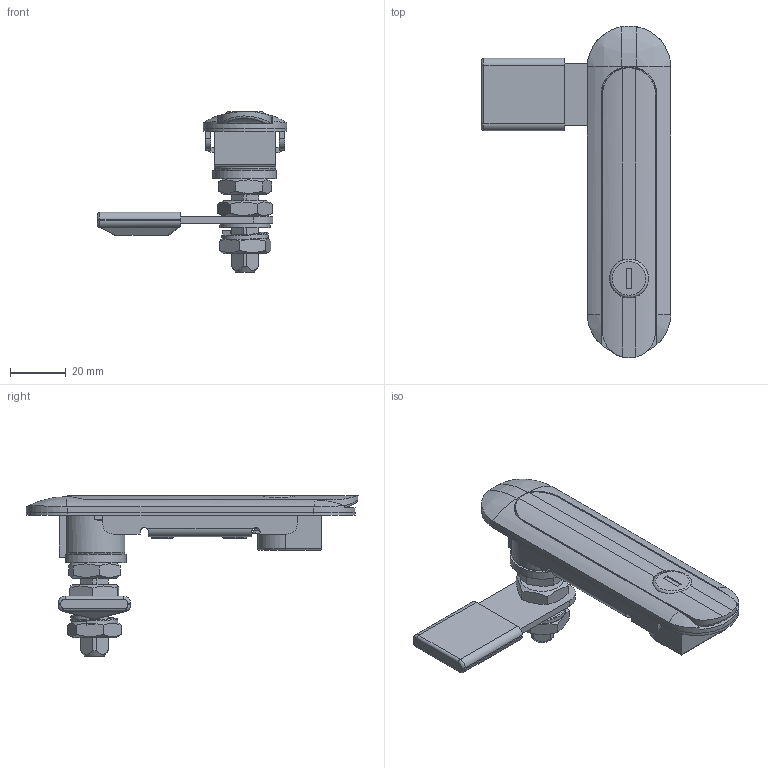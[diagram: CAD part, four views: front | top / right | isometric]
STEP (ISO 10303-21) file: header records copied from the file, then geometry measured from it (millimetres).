
FILE_DESCRIPTION(/* description */ (''),/* implementation_level */ '2;1');
FILE_NAME(/* name */ 'DR_AF3283-2.stp',/* time_stamp */ '2023-09-18T14:12:42+09:00',/* author */ ('user'),/* organization */ (''),/* preprocessor_version */ 'ST-DEVELOPER v15.6',/* originating_system */ 'Autodesk Inventor 2015',/* authorisation */ '');
FILE_SCHEMA (('AUTOMOTIVE_DESIGN { 1 0 10303 214 3 1 1 }'));
Length unit declared in the file: millimetre
Products named in the file (12): DR_AF3283-2_1; DR_AF3283-2_H; DR_AF3283-2-B; DR_AF3283-1-Braket; DR_AF3283-2-G; DR_AF3283-2-HB; DR_AF3283-2-NUT; DR_AF3283-2-WH; DR_AF3283-2-WH2; DR_m6-sc; DR_AF3283-2-P; DR_AF3283-2
Bounding box: 68 x 119 x 57.5 mm (x, y, z)
Volume: 45436.8 mm3; surface area: 41158.9 mm2
Topology: 16 solids, 16 shells, 614 faces, 1491 edges, 930 vertices
Faces by surface type: plane 258, cylinder 180, bspline 80, torus 35, cone 31, sphere 30
Full cylindrical faces by diameter (mm): 3 x2, 4.134 x2, 5 x2, 5.9 x1, 6 x2, 8.7 x3, 10.5 x3, 10.8 x1, 11 x1, 11.6 x1, 14 x2, 14.3 x1, 16 x1, 16.8 x1, 17 x1, 18 x1, 18.25 x1, 19.3 x1, 20 x1
Entity records: 16466 total; most frequent: CARTESIAN_POINT 4724, DIRECTION 2376, ORIENTED_EDGE 2362, EDGE_CURVE 1180, AXIS2_PLACEMENT_3D 892, VERTEX_POINT 762, LINE 592, VECTOR 592
